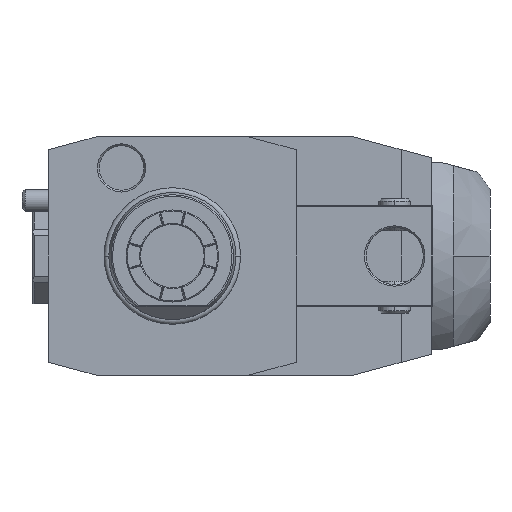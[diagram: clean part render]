
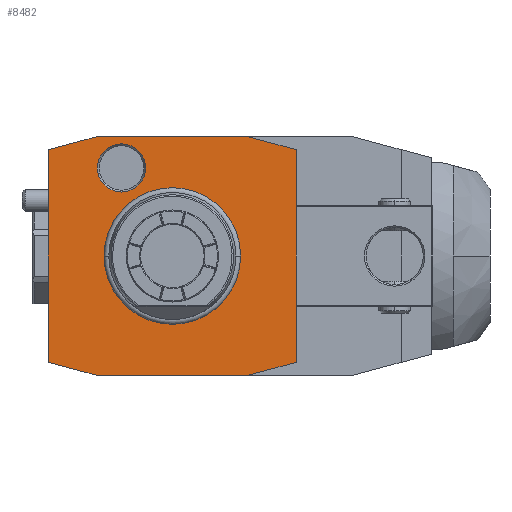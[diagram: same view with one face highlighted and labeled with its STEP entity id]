
A CAD part, front view. The second image highlights one B-rep face of the part: STEP entity #8482.
In plain terms, the highlighted planar face has unit normal (0, -1, 0).
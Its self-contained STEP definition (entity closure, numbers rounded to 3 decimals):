
#1=DIRECTION('',(-1.,0.,0.));
#2=VECTOR('',#1,48.);
#3=CARTESIAN_POINT('',(24.,0.,37.5));
#4=LINE('',#3,#2);
#5=DIRECTION('',(-0.966,0.,0.259));
#6=VECTOR('',#5,15.529);
#7=CARTESIAN_POINT('',(39.,0.,33.481));
#8=LINE('',#7,#6);
#9=DIRECTION('',(0.,0.,1.));
#10=VECTOR('',#9,66.962);
#11=CARTESIAN_POINT('',(39.,0.,-33.481));
#12=LINE('',#11,#10);
#13=DIRECTION('',(0.966,0.,0.259));
#14=VECTOR('',#13,15.529);
#15=CARTESIAN_POINT('',(24.,0.,-37.5));
#16=LINE('',#15,#14);
#17=DIRECTION('',(1.,0.,0.));
#18=VECTOR('',#17,48.);
#19=CARTESIAN_POINT('',(-24.,0.,-37.5));
#20=LINE('',#19,#18);
#21=DIRECTION('',(0.966,0.,-0.259));
#22=VECTOR('',#21,15.529);
#23=CARTESIAN_POINT('',(-39.,0.,-33.481));
#24=LINE('',#23,#22);
#25=DIRECTION('',(0.,0.,-1.));
#26=VECTOR('',#25,66.962);
#27=CARTESIAN_POINT('',(-39.,0.,33.481));
#28=LINE('',#27,#26);
#29=DIRECTION('',(-0.966,0.,-0.259));
#30=VECTOR('',#29,15.529);
#31=CARTESIAN_POINT('',(-24.,0.,37.5));
#32=LINE('',#31,#30);
#33=CARTESIAN_POINT('',(-16.,0.,27.713));
#34=DIRECTION('',(0.,1.,0.));
#35=DIRECTION('',(1.,0.,0.));
#36=AXIS2_PLACEMENT_3D('',#33,#34,#35);
#38=CARTESIAN_POINT('',(-16.,0.,27.713));
#39=DIRECTION('',(0.,1.,0.));
#40=DIRECTION('',(-1.,0.,0.));
#41=AXIS2_PLACEMENT_3D('',#38,#39,#40);
#5167=CARTESIAN_POINT('',(0.,0.,0.));
#5168=DIRECTION('',(0.,-1.,0.));
#5169=DIRECTION('',(1.,0.,0.));
#5170=AXIS2_PLACEMENT_3D('',#5167,#5168,#5169);
#5172=CARTESIAN_POINT('',(0.,0.,0.));
#5173=DIRECTION('',(0.,-1.,0.));
#5174=DIRECTION('',(-1.,0.,0.));
#5175=AXIS2_PLACEMENT_3D('',#5172,#5173,#5174);
#7508=CARTESIAN_POINT('',(-8.423,0.,27.713));
#7509=CARTESIAN_POINT('',(-23.577,0.,27.713));
#7510=VERTEX_POINT('',#7508);
#7511=VERTEX_POINT('',#7509);
#8233=CARTESIAN_POINT('',(24.,0.,37.5));
#8234=CARTESIAN_POINT('',(-24.,0.,37.5));
#8235=VERTEX_POINT('',#8233);
#8236=VERTEX_POINT('',#8234);
#8237=CARTESIAN_POINT('',(-39.,0.,33.481));
#8238=VERTEX_POINT('',#8237);
#8239=CARTESIAN_POINT('',(-39.,0.,-33.481));
#8240=VERTEX_POINT('',#8239);
#8241=CARTESIAN_POINT('',(-24.,0.,-37.5));
#8242=VERTEX_POINT('',#8241);
#8243=CARTESIAN_POINT('',(24.,0.,-37.5));
#8244=VERTEX_POINT('',#8243);
#8245=CARTESIAN_POINT('',(39.,0.,-33.481));
#8246=VERTEX_POINT('',#8245);
#8247=CARTESIAN_POINT('',(39.,0.,33.481));
#8248=VERTEX_POINT('',#8247);
#8325=CARTESIAN_POINT('',(21.137,0.,0.));
#8326=CARTESIAN_POINT('',(-21.137,0.,0.));
#8327=VERTEX_POINT('',#8325);
#8328=VERTEX_POINT('',#8326);
#8447=CARTESIAN_POINT('',(0.,0.,0.));
#8448=DIRECTION('',(0.,-1.,0.));
#8449=DIRECTION('',(-1.,0.,0.));
#8450=AXIS2_PLACEMENT_3D('',#8447,#8448,#8449);
#8451=PLANE('',#8450);
#8453=ORIENTED_EDGE('',*,*,#8452,.F.);
#8455=ORIENTED_EDGE('',*,*,#8454,.F.);
#8457=ORIENTED_EDGE('',*,*,#8456,.F.);
#8459=ORIENTED_EDGE('',*,*,#8458,.F.);
#8461=ORIENTED_EDGE('',*,*,#8460,.F.);
#8463=ORIENTED_EDGE('',*,*,#8462,.F.);
#8465=ORIENTED_EDGE('',*,*,#8464,.F.);
#8467=ORIENTED_EDGE('',*,*,#8466,.F.);
#8468=EDGE_LOOP('',(#8453,#8455,#8457,#8459,#8461,#8463,#8465,#8467));
#8469=FACE_OUTER_BOUND('',#8468,.F.);
#8471=ORIENTED_EDGE('',*,*,#8470,.T.);
#8473=ORIENTED_EDGE('',*,*,#8472,.T.);
#8474=EDGE_LOOP('',(#8471,#8473));
#8475=FACE_BOUND('',#8474,.F.);
#8477=ORIENTED_EDGE('',*,*,#8476,.F.);
#8479=ORIENTED_EDGE('',*,*,#8478,.F.);
#8480=EDGE_LOOP('',(#8477,#8479));
#8481=FACE_BOUND('',#8480,.F.);
#37=CIRCLE('',#36,7.577);
#42=CIRCLE('',#41,7.577);
#5171=CIRCLE('',#5170,21.137);
#5176=CIRCLE('',#5175,21.137);
#8452=EDGE_CURVE('',#8235,#8236,#4,.T.);
#8454=EDGE_CURVE('',#8248,#8235,#8,.T.);
#8456=EDGE_CURVE('',#8246,#8248,#12,.T.);
#8458=EDGE_CURVE('',#8244,#8246,#16,.T.);
#8460=EDGE_CURVE('',#8242,#8244,#20,.T.);
#8462=EDGE_CURVE('',#8240,#8242,#24,.T.);
#8464=EDGE_CURVE('',#8238,#8240,#28,.T.);
#8466=EDGE_CURVE('',#8236,#8238,#32,.T.);
#8470=EDGE_CURVE('',#8327,#8328,#5171,.T.);
#8472=EDGE_CURVE('',#8328,#8327,#5176,.T.);
#8476=EDGE_CURVE('',#7510,#7511,#37,.T.);
#8478=EDGE_CURVE('',#7511,#7510,#42,.T.);
#8482=ADVANCED_FACE('',(#8469,#8475,#8481),#8451,.T.);
